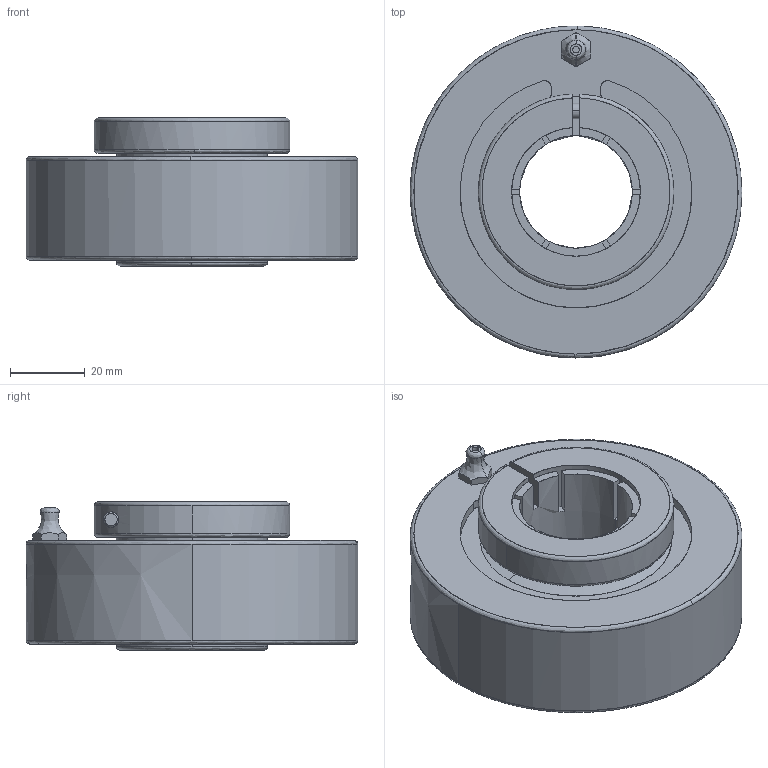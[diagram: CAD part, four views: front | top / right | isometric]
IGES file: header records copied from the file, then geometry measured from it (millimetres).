
Start section: SolidWorks IGES file using analytic representation for surfaces
Global section: file name: SCDEFAU11141221519706.igs; native system: SolidWorks 2009; preprocessor: SolidWorks 2009; author: partstream; date: 081114.122150; units: millimetre
Bounding box: 88.9 x 88.9 x 39.7 mm (x, y, z)
Surface area: 28085.7 mm2 (no closed solid volume)
Topology: 0 solids, 0 shells, 117 faces, 2143 edges, 2149 vertices
Faces by surface type: bspline 67, revolution 50
